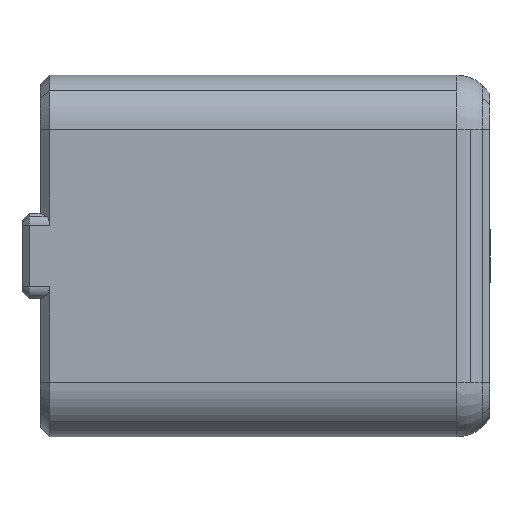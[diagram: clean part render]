
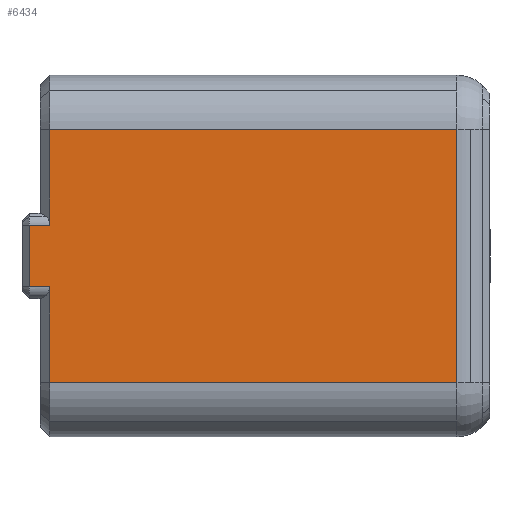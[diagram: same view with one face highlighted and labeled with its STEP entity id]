
A CAD part, left-side view. The second image highlights one B-rep face of the part: STEP entity #6434.
In plain terms, the highlighted planar face has unit normal (-1, 0, 0).
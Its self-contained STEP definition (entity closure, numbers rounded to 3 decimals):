
#23 = CARTESIAN_POINT ( 'NONE',  ( 4.447, 19.501, -363.825 ) ) ;
#55 = VERTEX_POINT ( 'NONE', #3593 ) ;
#140 = VECTOR ( 'NONE', #2398, 1000. ) ;
#163 = ORIENTED_EDGE ( 'NONE', *, *, #5925, .F. ) ;
#206 = VECTOR ( 'NONE', #3606, 1000. ) ;
#316 = CARTESIAN_POINT ( 'NONE',  ( 4.447, 19.501, -361.275 ) ) ;
#346 = EDGE_CURVE ( 'NONE', #6188, #55, #2375, .T. ) ;
#524 = DIRECTION ( 'NONE',  ( 0., -1., 0. ) ) ;
#715 = VERTEX_POINT ( 'NONE', #6207 ) ;
#1020 = VERTEX_POINT ( 'NONE', #3791 ) ;
#1085 = CARTESIAN_POINT ( 'NONE',  ( 4.447, 19.051, -363.825 ) ) ;
#1145 = VECTOR ( 'NONE', #4566, 1000. ) ;
#1350 = EDGE_CURVE ( 'NONE', #5208, #4582, #5766, .T. ) ;
#1504 = CARTESIAN_POINT ( 'NONE',  ( 4.447, 19.051, -361.275 ) ) ;
#1587 = PLANE ( 'NONE',  #2391 ) ;
#2022 = LINE ( 'NONE', #2594, #6171 ) ;
#2060 = DIRECTION ( 'NONE',  ( 0., 0., -1. ) ) ;
#2155 = LINE ( 'NONE', #1085, #6618 ) ;
#2263 = EDGE_CURVE ( 'NONE', #1020, #6188, #3031, .T. ) ;
#2361 = ORIENTED_EDGE ( 'NONE', *, *, #1350, .T. ) ;
#2375 = LINE ( 'NONE', #6181, #1145 ) ;
#2391 = AXIS2_PLACEMENT_3D ( 'NONE', #4283, #5425, #2766 ) ;
#2398 = DIRECTION ( 'NONE',  ( 0., 0., -1. ) ) ;
#2480 = ORIENTED_EDGE ( 'NONE', *, *, #5650, .F. ) ;
#2534 = DIRECTION ( 'NONE',  ( 0., 1., 0. ) ) ;
#2594 = CARTESIAN_POINT ( 'NONE',  ( 4.447, 19.501, -358.8 ) ) ;
#2644 = DIRECTION ( 'NONE',  ( 0., 0., 1. ) ) ;
#2766 = DIRECTION ( 'NONE',  ( 0., 0., 1. ) ) ;
#3031 = LINE ( 'NONE', #5197, #206 ) ;
#3136 = CARTESIAN_POINT ( 'NONE',  ( 4.447, 19.15, -357.3 ) ) ;
#3297 = VECTOR ( 'NONE', #2644, 1000. ) ;
#3550 = EDGE_CURVE ( 'NONE', #5868, #55, #2155, .T. ) ;
#3552 = CARTESIAN_POINT ( 'NONE',  ( 4.447, 1.771, -356.925 ) ) ;
#3593 = CARTESIAN_POINT ( 'NONE',  ( 4.447, 18.651, -363.825 ) ) ;
#3606 = DIRECTION ( 'NONE',  ( 0., 1., 0. ) ) ;
#3705 = LINE ( 'NONE', #3136, #4760 ) ;
#3782 = LINE ( 'NONE', #5339, #3297 ) ;
#3791 = CARTESIAN_POINT ( 'NONE',  ( 4.447, 1.771, -367.8 ) ) ;
#3805 = CARTESIAN_POINT ( 'NONE',  ( 4.447, 1.771, -357.3 ) ) ;
#3873 = ORIENTED_EDGE ( 'NONE', *, *, #346, .F. ) ;
#3909 = CARTESIAN_POINT ( 'NONE',  ( 4.447, 18.651, -367.8 ) ) ;
#4183 = EDGE_CURVE ( 'NONE', #4582, #5868, #2022, .T. ) ;
#4283 = CARTESIAN_POINT ( 'NONE',  ( 4.447, 21.15, -355.05 ) ) ;
#4566 = DIRECTION ( 'NONE',  ( 0., 0., 1. ) ) ;
#4582 = VERTEX_POINT ( 'NONE', #316 ) ;
#4739 = LINE ( 'NONE', #3552, #140 ) ;
#4760 = VECTOR ( 'NONE', #5302, 1000. ) ;
#5077 = ORIENTED_EDGE ( 'NONE', *, *, #4183, .T. ) ;
#5197 = CARTESIAN_POINT ( 'NONE',  ( 4.447, 17.051, -367.8 ) ) ;
#5208 = VERTEX_POINT ( 'NONE', #5613 ) ;
#5302 = DIRECTION ( 'NONE',  ( 0., -1., 0. ) ) ;
#5339 = CARTESIAN_POINT ( 'NONE',  ( 4.447, 18.651, -354.333 ) ) ;
#5425 = DIRECTION ( 'NONE',  ( -1., 0., 0. ) ) ;
#5613 = CARTESIAN_POINT ( 'NONE',  ( 4.447, 18.651, -361.275 ) ) ;
#5650 = EDGE_CURVE ( 'NONE', #6174, #1020, #4739, .T. ) ;
#5766 = LINE ( 'NONE', #1504, #6828 ) ;
#5868 = VERTEX_POINT ( 'NONE', #23 ) ;
#5925 = EDGE_CURVE ( 'NONE', #5208, #715, #3782, .T. ) ;
#6171 = VECTOR ( 'NONE', #2060, 1000. ) ;
#6174 = VERTEX_POINT ( 'NONE', #3805 ) ;
#6181 = CARTESIAN_POINT ( 'NONE',  ( 4.447, 18.651, -354.333 ) ) ;
#6188 = VERTEX_POINT ( 'NONE', #3909 ) ;
#6207 = CARTESIAN_POINT ( 'NONE',  ( 4.447, 18.651, -357.3 ) ) ;
#6412 = ORIENTED_EDGE ( 'NONE', *, *, #3550, .T. ) ;
#6434 = ADVANCED_FACE ( 'NONE', ( #6531 ), #1587, .T. ) ;
#6529 = ORIENTED_EDGE ( 'NONE', *, *, #2263, .F. ) ;
#6531 = FACE_OUTER_BOUND ( 'NONE', #6696, .T. ) ;
#6583 = EDGE_CURVE ( 'NONE', #715, #6174, #3705, .T. ) ;
#6618 = VECTOR ( 'NONE', #524, 1000. ) ;
#6696 = EDGE_LOOP ( 'NONE', ( #2361, #5077, #6412, #3873, #6529, #2480, #6870, #163 ) ) ;
#6828 = VECTOR ( 'NONE', #2534, 1000. ) ;
#6870 = ORIENTED_EDGE ( 'NONE', *, *, #6583, .F. ) ;
